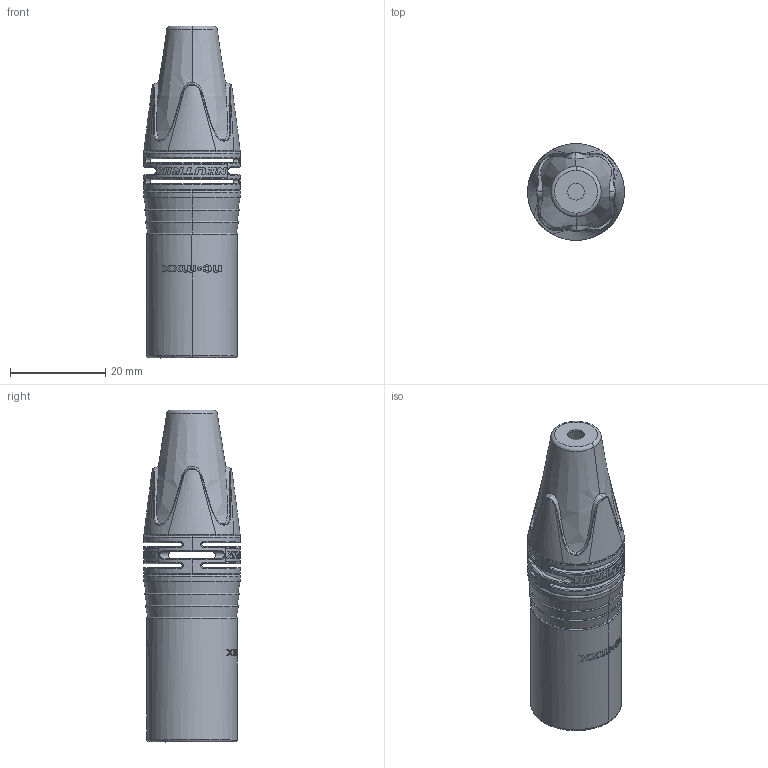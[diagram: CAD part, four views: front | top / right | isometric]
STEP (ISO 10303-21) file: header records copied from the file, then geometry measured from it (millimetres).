
FILE_DESCRIPTION((''),'2;1');
FILE_NAME('NC3MXX','2019-05-02T',('odo'),(''),'CREO PARAMETRIC BY PTC INC, 2018360','CREO PARAMETRIC BY PTC INC, 2018360','');
FILE_SCHEMA(('CONFIG_CONTROL_DESIGN'));
Length unit declared in the file: millimetre
Products named in the file (1): NC3MXX
Bounding box: 20.33 x 20.33 x 69.64 mm (x, y, z)
Volume: 3447.1 mm3; surface area: 8567.3 mm2
Topology: 3 solids, 4 shells, 876 faces, 2365 edges, 1542 vertices
Faces by surface type: plane 532, extrusion 119, bspline 92, cylinder 76, torus 31, cone 20, sphere 6
Entity records: 36536 total; most frequent: CARTESIAN_POINT 15546, ORIENTED_EDGE 4718, DIRECTION 3659, EDGE_CURVE 2359, VERTEX_POINT 1542, VECTOR 1523, LINE 1404, AXIS2_PLACEMENT_3D 1068
